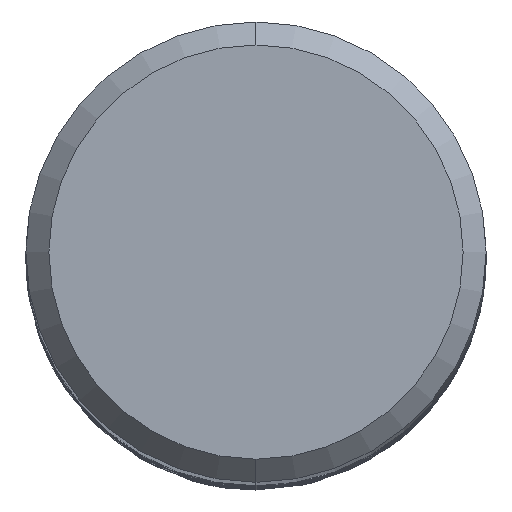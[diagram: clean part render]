
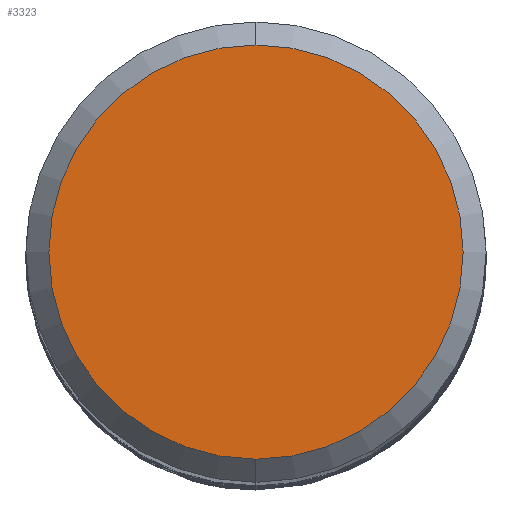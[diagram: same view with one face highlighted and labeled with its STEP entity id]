
A CAD part, top view. The second image highlights one B-rep face of the part: STEP entity #3323.
In plain terms, the highlighted planar face has unit normal (0, 0, 1).
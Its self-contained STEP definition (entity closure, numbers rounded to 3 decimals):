
#1969=EDGE_CURVE('',#3833,#2109,#4626,.T.);
#2109=VERTEX_POINT('',#4779);
#2283=EDGE_CURVE('',#2109,#3833,#4971,.T.);
#3323=ADVANCED_FACE('',(#6099),#6100,.T.);
#3833=VERTEX_POINT('',#6654);
#4626=CIRCLE('',#14308,3.6);
#4779=CARTESIAN_POINT('',(0.0,3.6,0.0));
#4971=CIRCLE('',#19563,3.6);
#6099=FACE_OUTER_BOUND('',#33364,.T.);
#6100=PLANE('',#33365);
#6654=CARTESIAN_POINT('',(0.,-3.6,0.0));
#14308=AXIS2_PLACEMENT_3D('',#40828,#40829,#40830);
#19563=AXIS2_PLACEMENT_3D('',#41185,#41186,#41187);
#33364=EDGE_LOOP('',(#42305,#42306));
#33365=AXIS2_PLACEMENT_3D('',#42307,#42308,#42309);
#40828=CARTESIAN_POINT('',(0.0,0.0,0.0));
#40829=DIRECTION('',(0.0,0.0,-1.0));
#40830=DIRECTION('',(0.0,1.0,0.0));
#41185=CARTESIAN_POINT('',(0.0,0.0,0.0));
#41186=DIRECTION('',(0.0,0.0,-1.0));
#41187=DIRECTION('',(0.0,1.0,0.0));
#42305=ORIENTED_EDGE('',*,*,#2283,.F.);
#42306=ORIENTED_EDGE('',*,*,#1969,.F.);
#42307=CARTESIAN_POINT('',(0.0,1.8,0.0));
#42308=DIRECTION('',(-0.0,0.0,1.0));
#42309=DIRECTION('',(0.0,-1.0,0.0));
